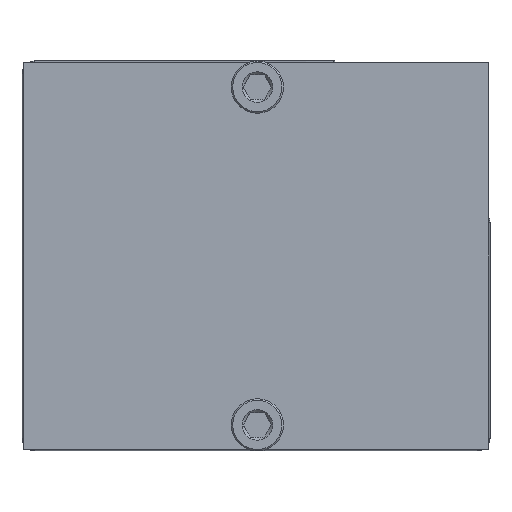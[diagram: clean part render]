
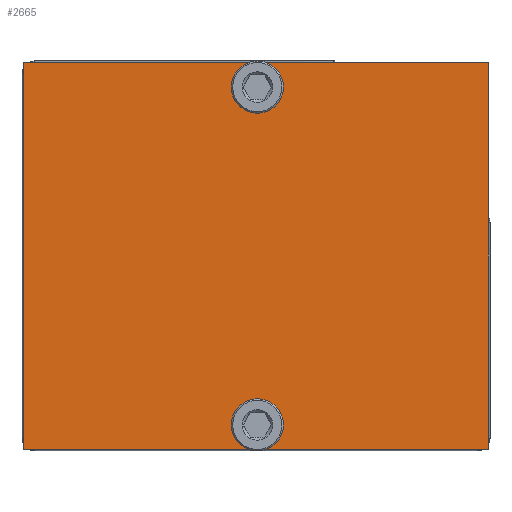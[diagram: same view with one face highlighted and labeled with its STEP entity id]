
A CAD part, left-side view. The second image highlights one B-rep face of the part: STEP entity #2665.
In plain terms, the highlighted face is planar.
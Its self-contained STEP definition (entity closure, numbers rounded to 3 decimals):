
#230=FACE_BOUND('',#455,.T.);
#231=FACE_BOUND('',#456,.T.);
#244=PLANE('',#2878);
#285=FACE_OUTER_BOUND('',#454,.T.);
#454=EDGE_LOOP('',(#1758,#1759,#1760,#1761));
#455=EDGE_LOOP('',(#1762));
#456=EDGE_LOOP('',(#1763));
#629=LINE('',#3854,#805);
#633=LINE('',#3862,#809);
#636=LINE('',#3868,#812);
#639=LINE('',#3873,#815);
#805=VECTOR('',#3151,10.);
#809=VECTOR('',#3157,10.);
#812=VECTOR('',#3162,10.);
#815=VECTOR('',#3167,10.);
#980=CIRCLE('',#2870,2.514);
#982=CIRCLE('',#2873,2.514);
#1064=VERTEX_POINT('',#3842);
#1066=VERTEX_POINT('',#3848);
#1067=VERTEX_POINT('',#3852);
#1068=VERTEX_POINT('',#3853);
#1071=VERTEX_POINT('',#3861);
#1073=VERTEX_POINT('',#3867);
#1322=EDGE_CURVE('',#1064,#1064,#980,.T.);
#1325=EDGE_CURVE('',#1066,#1066,#982,.T.);
#1326=EDGE_CURVE('',#1067,#1068,#629,.T.);
#1330=EDGE_CURVE('',#1071,#1067,#633,.T.);
#1333=EDGE_CURVE('',#1073,#1071,#636,.T.);
#1336=EDGE_CURVE('',#1068,#1073,#639,.T.);
#1758=ORIENTED_EDGE('',*,*,#1336,.F.);
#1759=ORIENTED_EDGE('',*,*,#1326,.F.);
#1760=ORIENTED_EDGE('',*,*,#1330,.F.);
#1761=ORIENTED_EDGE('',*,*,#1333,.F.);
#1762=ORIENTED_EDGE('',*,*,#1322,.T.);
#1763=ORIENTED_EDGE('',*,*,#1325,.T.);
#2665=ADVANCED_FACE('',(#285,#230,#231),#244,.T.);
#2870=AXIS2_PLACEMENT_3D('',#3844,#3140,#3141);
#2873=AXIS2_PLACEMENT_3D('',#3850,#3147,#3148);
#2878=AXIS2_PLACEMENT_3D('',#3875,#3169,#3170);
#3140=DIRECTION('center_axis',(-1.,0.,0.));
#3141=DIRECTION('ref_axis',(0.,-1.,0.));
#3147=DIRECTION('center_axis',(-1.,0.,0.));
#3148=DIRECTION('ref_axis',(0.,-1.,0.));
#3151=DIRECTION('',(0.,0.,-1.));
#3157=DIRECTION('',(0.,1.,0.));
#3162=DIRECTION('',(0.,0.,1.));
#3167=DIRECTION('',(0.,-1.,0.));
#3169=DIRECTION('center_axis',(1.,0.,0.));
#3170=DIRECTION('ref_axis',(0.,1.,0.));
#3842=CARTESIAN_POINT('',(0.,41.714,58.786));
#3844=CARTESIAN_POINT('Origin',(0.,39.2,58.786));
#3848=CARTESIAN_POINT('',(0.,41.714,3.786));
#3850=CARTESIAN_POINT('Origin',(0.,39.2,3.786));
#3852=CARTESIAN_POINT('',(0.,76.765,62.786));
#3853=CARTESIAN_POINT('',(0.,76.765,-0.214));
#3854=CARTESIAN_POINT('',(0.,76.765,62.786));
#3861=CARTESIAN_POINT('',(0.,1.2,62.786));
#3862=CARTESIAN_POINT('',(0.,1.2,62.786));
#3867=CARTESIAN_POINT('',(0.,1.2,-0.214));
#3868=CARTESIAN_POINT('',(0.,1.2,-0.214));
#3873=CARTESIAN_POINT('',(0.,76.765,-0.214));
#3875=CARTESIAN_POINT('Origin',(0.,38.982,31.286));
